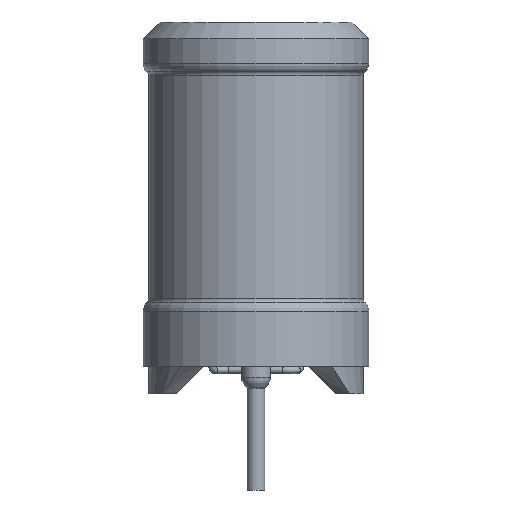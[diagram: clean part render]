
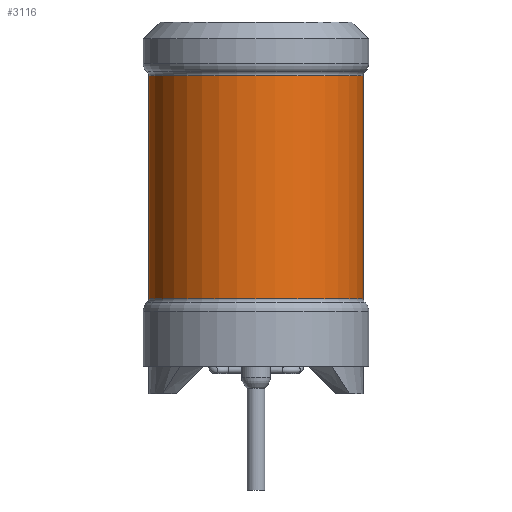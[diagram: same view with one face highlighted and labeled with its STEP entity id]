
A CAD part, front view. The second image highlights one B-rep face of the part: STEP entity #3116.
In plain terms, the highlighted cylindrical face has radius 3.9 mm (diameter 7.8 mm), a full revolution.
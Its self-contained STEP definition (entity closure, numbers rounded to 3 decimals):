
#992=ORIENTED_EDGE('',*,*,#1295,.F.);
#993=ORIENTED_EDGE('',*,*,#1294,.T.);
#1294=EDGE_CURVE('',#1502,#1502,#1591,.T.);
#1295=EDGE_CURVE('',#1503,#1503,#1592,.T.);
#1502=VERTEX_POINT('',#10757);
#1503=VERTEX_POINT('',#10760);
#1591=CIRCLE('',#3339,3.9);
#1592=CIRCLE('',#3341,3.9);
#1793=EDGE_LOOP('',(#992));
#1794=EDGE_LOOP('',(#993));
#2005=FACE_BOUND('',#1793,.T.);
#2006=FACE_BOUND('',#1794,.T.);
#2067=CYLINDRICAL_SURFACE('',#3340,3.9);
#3116=ADVANCED_FACE('',(#2005,#2006),#2067,.T.);
#3339=AXIS2_PLACEMENT_3D('',#10756,#3856,#3857);
#3340=AXIS2_PLACEMENT_3D('',#10758,#3858,#3859);
#3341=AXIS2_PLACEMENT_3D('',#10759,#3860,#3861);
#3856=DIRECTION('',(0.,0.,-1.));
#3857=DIRECTION('',(-1.,0.,0.));
#3858=DIRECTION('',(0.,0.,-1.));
#3859=DIRECTION('',(-1.,0.,0.));
#3860=DIRECTION('',(0.,0.,-1.));
#3861=DIRECTION('',(-1.,0.,0.));
#10756=CARTESIAN_POINT('',(0.,0.,8.553));
#10757=CARTESIAN_POINT('',(-3.9,0.,8.553));
#10758=CARTESIAN_POINT('',(0.,0.,54.));
#10759=CARTESIAN_POINT('',(0.,0.,0.447));
#10760=CARTESIAN_POINT('',(-3.9,0.,0.447));
